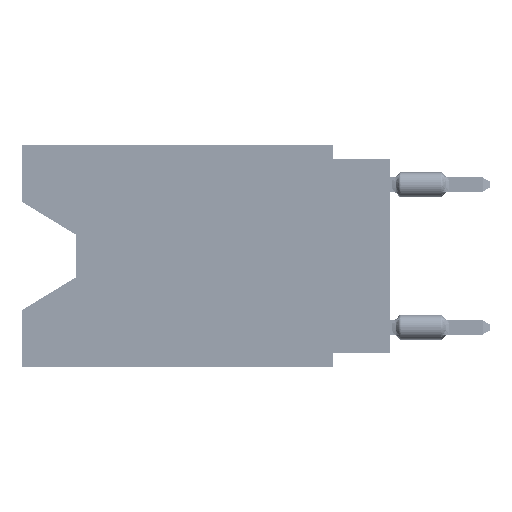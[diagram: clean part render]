
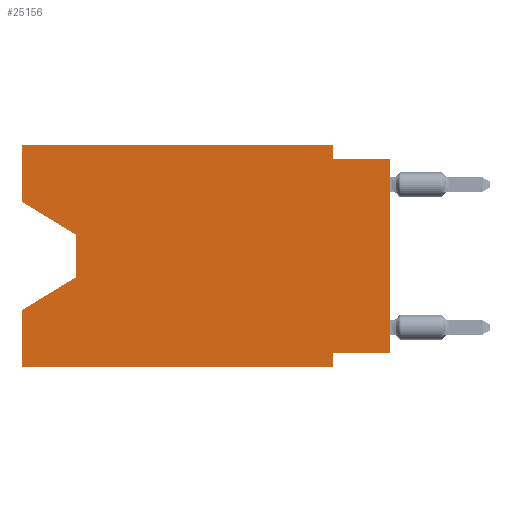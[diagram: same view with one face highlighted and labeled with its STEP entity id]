
A CAD part, left-side view. The second image highlights one B-rep face of the part: STEP entity #25156.
In plain terms, the highlighted planar face has unit normal (-1, 0, 0).
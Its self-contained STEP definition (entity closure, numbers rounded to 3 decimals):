
#1668 = LINE ( 'NONE', #26899, #75769 ) ;
#2126 = LINE ( 'NONE', #16567, #60539 ) ;
#2316 = ORIENTED_EDGE ( 'NONE', *, *, #65541, .F. ) ;
#2835 = EDGE_CURVE ( 'NONE', #23954, #81131, #28948, .T. ) ;
#2886 = PLANE ( 'NONE',  #58400 ) ;
#3293 = DIRECTION ( 'NONE',  ( 0., 0., -1. ) ) ;
#3740 = LINE ( 'NONE', #47161, #75994 ) ;
#4078 = CARTESIAN_POINT ( 'NONE',  ( 0., 16.383, -2.546 ) ) ;
#5640 = CARTESIAN_POINT ( 'NONE',  ( 0., 16.383, 0. ) ) ;
#6330 = ORIENTED_EDGE ( 'NONE', *, *, #54958, .F. ) ;
#6949 = ORIENTED_EDGE ( 'NONE', *, *, #2835, .T. ) ;
#8497 = VERTEX_POINT ( 'NONE', #5640 ) ;
#8611 = VECTOR ( 'NONE', #61201, 1000. ) ;
#9117 = ORIENTED_EDGE ( 'NONE', *, *, #38926, .F. ) ;
#9700 = DIRECTION ( 'NONE',  ( 0., -1., 0. ) ) ;
#12730 = EDGE_CURVE ( 'NONE', #50977, #19552, #1668, .T. ) ;
#14554 = EDGE_CURVE ( 'NONE', #16172, #32374, #80390, .T. ) ;
#15763 = CARTESIAN_POINT ( 'NONE',  ( 0., 16.383, -9.906 ) ) ;
#15910 = CARTESIAN_POINT ( 'NONE',  ( 0., 16.383, -9.906 ) ) ;
#16157 = VECTOR ( 'NONE', #22329, 1000. ) ;
#16172 = VERTEX_POINT ( 'NONE', #59803 ) ;
#16567 = CARTESIAN_POINT ( 'NONE',  ( 0., 16.383, 0. ) ) ;
#16966 = CARTESIAN_POINT ( 'NONE',  ( 0., 0., -0.635 ) ) ;
#17300 = CARTESIAN_POINT ( 'NONE',  ( 0., 16.383, 0. ) ) ;
#17514 = ORIENTED_EDGE ( 'NONE', *, *, #44658, .F. ) ;
#17560 = LINE ( 'NONE', #28760, #30444 ) ;
#18010 = CARTESIAN_POINT ( 'NONE',  ( 0., 13.97, -5.893 ) ) ;
#19552 = VERTEX_POINT ( 'NONE', #64794 ) ;
#19735 = CARTESIAN_POINT ( 'NONE',  ( 0., 0., -0.635 ) ) ;
#22000 = EDGE_CURVE ( 'NONE', #47831, #25473, #37300, .T. ) ;
#22329 = DIRECTION ( 'NONE',  ( 0., -0.855, -0.519 ) ) ;
#22765 = DIRECTION ( 'NONE',  ( 0., -1., 0. ) ) ;
#23145 = CARTESIAN_POINT ( 'NONE',  ( 0., 2.54, -9.906 ) ) ;
#23954 = VERTEX_POINT ( 'NONE', #4078 ) ;
#25156 = ADVANCED_FACE ( 'NONE', ( #59904 ), #2886, .F. ) ;
#25473 = VERTEX_POINT ( 'NONE', #19735 ) ;
#25501 = EDGE_LOOP ( 'NONE', ( #6949, #44982, #74162, #81362, #78553, #17514, #47265, #64415, #2316, #39884, #9117, #6330 ) ) ;
#25746 = VECTOR ( 'NONE', #60726, 1000. ) ;
#26223 = VECTOR ( 'NONE', #58625, 1000. ) ;
#26899 = CARTESIAN_POINT ( 'NONE',  ( 0., 2.54, 0. ) ) ;
#28114 = DIRECTION ( 'NONE',  ( 1., 0., 0. ) ) ;
#28760 = CARTESIAN_POINT ( 'NONE',  ( 0., 0., -9.271 ) ) ;
#28948 = LINE ( 'NONE', #78108, #16157 ) ;
#29293 = VECTOR ( 'NONE', #9700, 1000. ) ;
#30348 = EDGE_CURVE ( 'NONE', #36468, #66998, #46496, .T. ) ;
#30444 = VECTOR ( 'NONE', #48151, 1000. ) ;
#32374 = VERTEX_POINT ( 'NONE', #58311 ) ;
#32969 = VECTOR ( 'NONE', #44321, 1000. ) ;
#33429 = LINE ( 'NONE', #46223, #26223 ) ;
#35161 = DIRECTION ( 'NONE',  ( 0., -1., 0. ) ) ;
#35989 = LINE ( 'NONE', #42590, #8611 ) ;
#36468 = VERTEX_POINT ( 'NONE', #15763 ) ;
#37300 = LINE ( 'NONE', #56324, #32969 ) ;
#38235 = EDGE_CURVE ( 'NONE', #36468, #32374, #33429, .T. ) ;
#38443 = DIRECTION ( 'NONE',  ( 0., 0., -1. ) ) ;
#38926 = EDGE_CURVE ( 'NONE', #8497, #50977, #2126, .T. ) ;
#39884 = ORIENTED_EDGE ( 'NONE', *, *, #12730, .F. ) ;
#42275 = CARTESIAN_POINT ( 'NONE',  ( 0., 2.54, -9.906 ) ) ;
#42449 = VECTOR ( 'NONE', #35161, 1000. ) ;
#42590 = CARTESIAN_POINT ( 'NONE',  ( 0., 16.383, 0. ) ) ;
#44321 = DIRECTION ( 'NONE',  ( 0., 0., 1. ) ) ;
#44658 = EDGE_CURVE ( 'NONE', #54214, #66998, #54948, .T. ) ;
#44982 = ORIENTED_EDGE ( 'NONE', *, *, #58064, .T. ) ;
#46223 = CARTESIAN_POINT ( 'NONE',  ( 0., 16.383, 0. ) ) ;
#46496 = LINE ( 'NONE', #15910, #29293 ) ;
#47161 = CARTESIAN_POINT ( 'NONE',  ( 0., 13.97, -4.013 ) ) ;
#47265 = ORIENTED_EDGE ( 'NONE', *, *, #63495, .F. ) ;
#47831 = VERTEX_POINT ( 'NONE', #62455 ) ;
#47981 = LINE ( 'NONE', #16966, #42449 ) ;
#48151 = DIRECTION ( 'NONE',  ( 0., 1., 0. ) ) ;
#50977 = VERTEX_POINT ( 'NONE', #79292 ) ;
#54214 = VERTEX_POINT ( 'NONE', #63431 ) ;
#54672 = VECTOR ( 'NONE', #61421, 1000. ) ;
#54948 = LINE ( 'NONE', #23145, #25746 ) ;
#54958 = EDGE_CURVE ( 'NONE', #23954, #8497, #35989, .T. ) ;
#56324 = CARTESIAN_POINT ( 'NONE',  ( 0., 0., 0. ) ) ;
#58064 = EDGE_CURVE ( 'NONE', #81131, #16172, #3740, .T. ) ;
#58311 = CARTESIAN_POINT ( 'NONE',  ( 0., 16.383, -7.36 ) ) ;
#58400 = AXIS2_PLACEMENT_3D ( 'NONE', #17300, #28114, #3293 ) ;
#58625 = DIRECTION ( 'NONE',  ( 0., 0., 1. ) ) ;
#59803 = CARTESIAN_POINT ( 'NONE',  ( 0., 13.97, -5.893 ) ) ;
#59904 = FACE_OUTER_BOUND ( 'NONE', #25501, .T. ) ;
#60353 = DIRECTION ( 'NONE',  ( 0., 0., -1. ) ) ;
#60539 = VECTOR ( 'NONE', #22765, 1000. ) ;
#60726 = DIRECTION ( 'NONE',  ( 0., 0., -1. ) ) ;
#61201 = DIRECTION ( 'NONE',  ( 0., 0., 1. ) ) ;
#61421 = DIRECTION ( 'NONE',  ( 0., 0.855, -0.519 ) ) ;
#62455 = CARTESIAN_POINT ( 'NONE',  ( 0., 0., -9.271 ) ) ;
#63431 = CARTESIAN_POINT ( 'NONE',  ( 0., 2.54, -9.271 ) ) ;
#63495 = EDGE_CURVE ( 'NONE', #47831, #54214, #17560, .T. ) ;
#64415 = ORIENTED_EDGE ( 'NONE', *, *, #22000, .T. ) ;
#64794 = CARTESIAN_POINT ( 'NONE',  ( 0., 2.54, -0.635 ) ) ;
#65541 = EDGE_CURVE ( 'NONE', #19552, #25473, #47981, .T. ) ;
#66998 = VERTEX_POINT ( 'NONE', #42275 ) ;
#74162 = ORIENTED_EDGE ( 'NONE', *, *, #14554, .T. ) ;
#75769 = VECTOR ( 'NONE', #38443, 1000. ) ;
#75994 = VECTOR ( 'NONE', #60353, 1000. ) ;
#78108 = CARTESIAN_POINT ( 'NONE',  ( 0., 16.383, -2.546 ) ) ;
#78553 = ORIENTED_EDGE ( 'NONE', *, *, #30348, .T. ) ;
#78841 = CARTESIAN_POINT ( 'NONE',  ( 0., 13.97, -4.013 ) ) ;
#79292 = CARTESIAN_POINT ( 'NONE',  ( 0., 2.54, 0. ) ) ;
#80390 = LINE ( 'NONE', #18010, #54672 ) ;
#81131 = VERTEX_POINT ( 'NONE', #78841 ) ;
#81362 = ORIENTED_EDGE ( 'NONE', *, *, #38235, .F. ) ;
